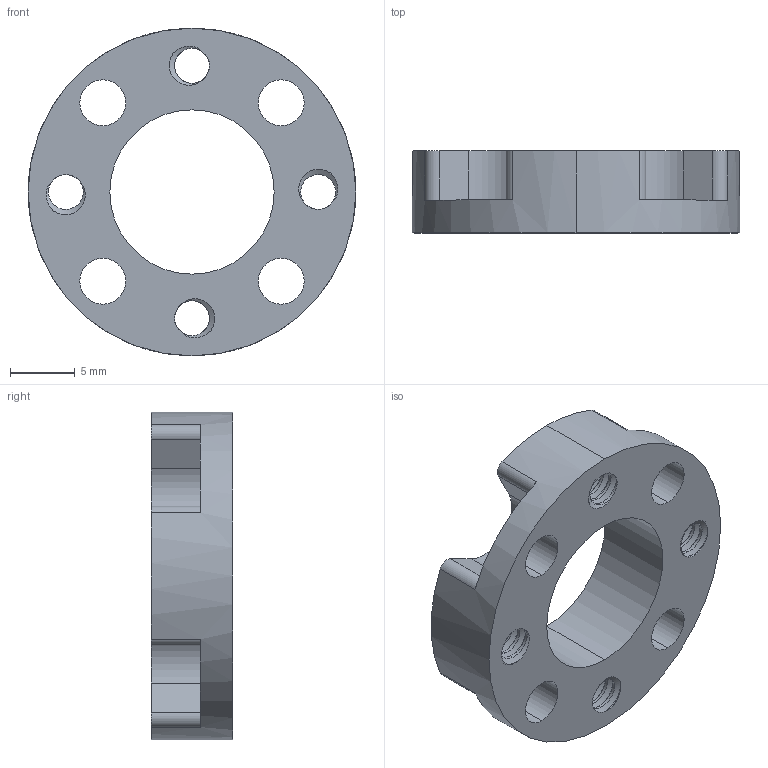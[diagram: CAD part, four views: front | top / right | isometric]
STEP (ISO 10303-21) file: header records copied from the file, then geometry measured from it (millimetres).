
FILE_DESCRIPTION (( 'STEP AP203' ), '1' );
FILE_NAME ('545440.STEP', '2016-12-23T18:56:49', ( '' ), ( '' ), 'SwSTEP 2.0', 'SolidWorks 2016', '' );
FILE_SCHEMA (( 'CONFIG_CONTROL_DESIGN' ));
Length unit declared in the file: inch
Products named in the file (1): 545440
Bounding box: 25.39 x 6.35 x 25.39 mm (x, y, z)
Volume: 1588.9 mm3; surface area: 1967.5 mm2
Topology: 1 solids, 1 shells, 188 faces, 558 edges, 372 vertices
Faces by surface type: cylinder 166, plane 14, bspline 8
Entity records: 11457 total; most frequent: CARTESIAN_POINT 7095, ORIENTED_EDGE 1116, DIRECTION 716, EDGE_CURVE 558, VERTEX_POINT 372, AXIS2_PLACEMENT_3D 265, EDGE_LOOP 206, ADVANCED_FACE 188
